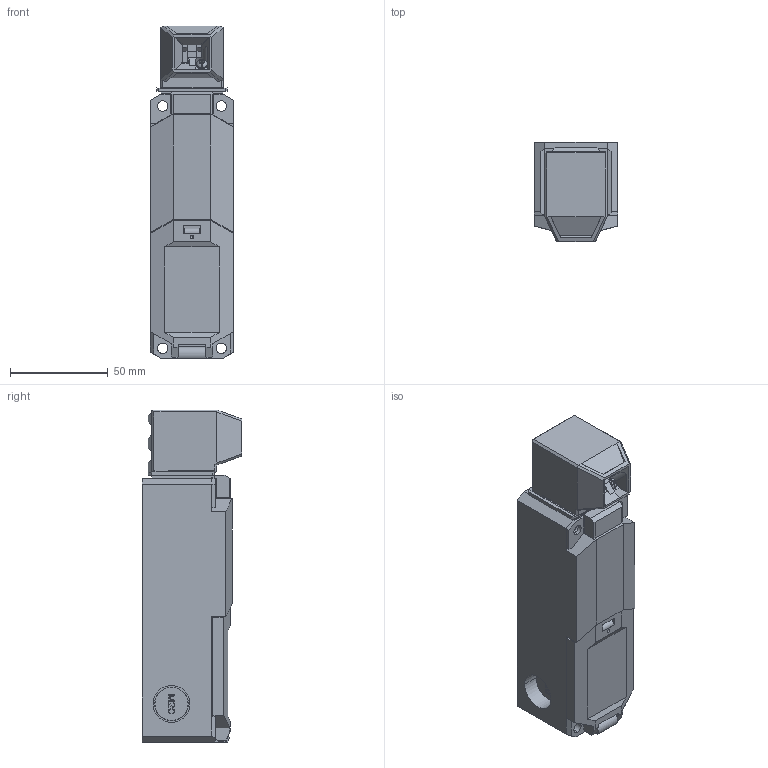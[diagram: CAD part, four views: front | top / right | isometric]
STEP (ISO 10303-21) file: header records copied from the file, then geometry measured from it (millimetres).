
FILE_DESCRIPTION((''),'2;1');
FILE_NAME('212871_ASM','2019-08-09T13:34:24',('pdmadmin'),('BANNER ENGINEERING'),'CREO PARAMETRIC BY PTC INC, 2018300','CREO PARAMETRIC BY PTC INC, 2018300','');
FILE_SCHEMA(('CONFIG_CONTROL_DESIGN'));
Length unit declared in the file: millimetre
Products named in the file (10): SI_LS42_INTERLOCK_BODY_PART_4; SI_LS42_INTERLOCK_BODY_PART_14; SI_LS42_INTERLOCK_BODY_PART_1; SI_LS42_INTERLOCK_BODY_PART_13; SI_LS42_INTERLOCK_BODY_PART_12; SI_LS42_INTERLOCK_BODY_PART_11; SI_LS42_INTERLOCK_BODY_PART_5; SI_LS42_INTERLOCK_BODY_PART_7; SI_LS42_INTERLOCK_BODY_PART_15; 212871_ASM
Assembly tree (9 placements, depth 2):
  212871_ASM
    SI_LS42_INTERLOCK_BODY_PART_4
    SI_LS42_INTERLOCK_BODY_PART_14
    SI_LS42_INTERLOCK_BODY_PART_1
    SI_LS42_INTERLOCK_BODY_PART_13
    SI_LS42_INTERLOCK_BODY_PART_12
    SI_LS42_INTERLOCK_BODY_PART_11
    SI_LS42_INTERLOCK_BODY_PART_5
    SI_LS42_INTERLOCK_BODY_PART_7
    SI_LS42_INTERLOCK_BODY_PART_15
Bounding box: 42.5 x 51 x 170 mm (x, y, z)
Volume: 124809 mm3; surface area: 98123.3 mm2
Topology: 9 solids, 9 shells, 2031 faces, 5616 edges, 3672 vertices
Faces by surface type: plane 1634, cylinder 315, cone 49, torus 21, sphere 6, extrusion 4, bspline 2
Entity records: 64477 total; most frequent: CARTESIAN_POINT 11802, ORIENTED_EDGE 11208, DIRECTION 10424, EDGE_CURVE 5604, VECTOR 4734, LINE 4730, VERTEX_POINT 3672, AXIS2_PLACEMENT_3D 2845
